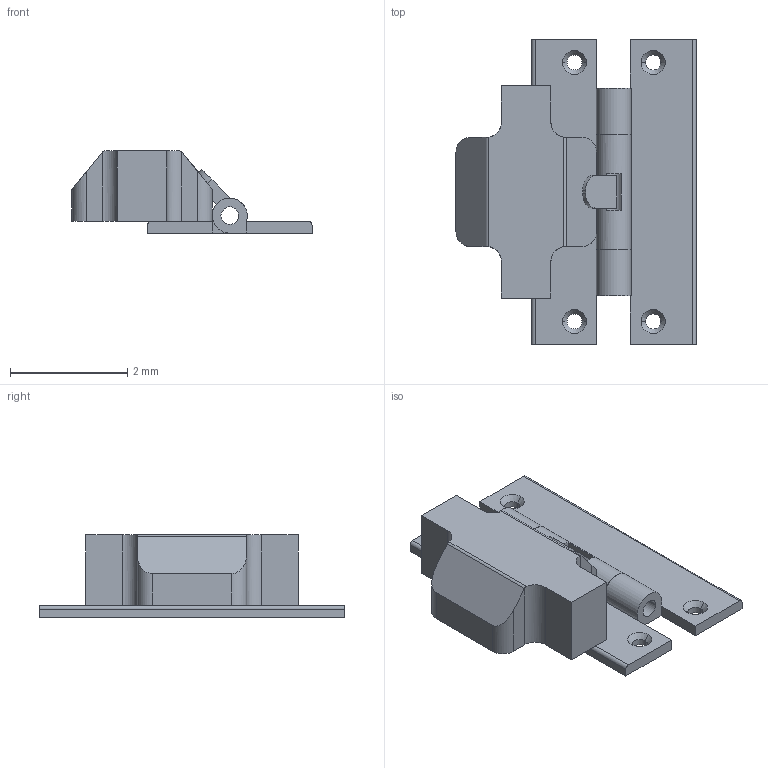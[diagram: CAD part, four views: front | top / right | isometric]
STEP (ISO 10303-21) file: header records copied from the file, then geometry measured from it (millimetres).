
FILE_DESCRIPTION((''),'2;1');
FILE_NAME('10HI8260.stp','2015-07-07T13:58:25',(''),(''),'Mechanical Desktop 2011','Mechanical Desktop 2011',', , ');
FILE_SCHEMA(('CONFIG_CONTROL_DESIGN'));
Length unit declared in the file: millimetre
Products named in the file (1): Product
Bounding box: 4.09 x 5.2 x 1.4 mm (x, y, z)
Volume: 9.6 mm3; surface area: 62.3 mm2
Topology: 3 solids, 3 shells, 86 faces, 232 edges, 152 vertices
Faces by surface type: plane 47, cylinder 31, cone 8
Entity records: 2843 total; most frequent: CARTESIAN_POINT 491, DIRECTION 478, ORIENTED_EDGE 464, EDGE_CURVE 232, AXIS2_PLACEMENT_3D 163, VERTEX_POINT 152, VECTOR 152, LINE 152
